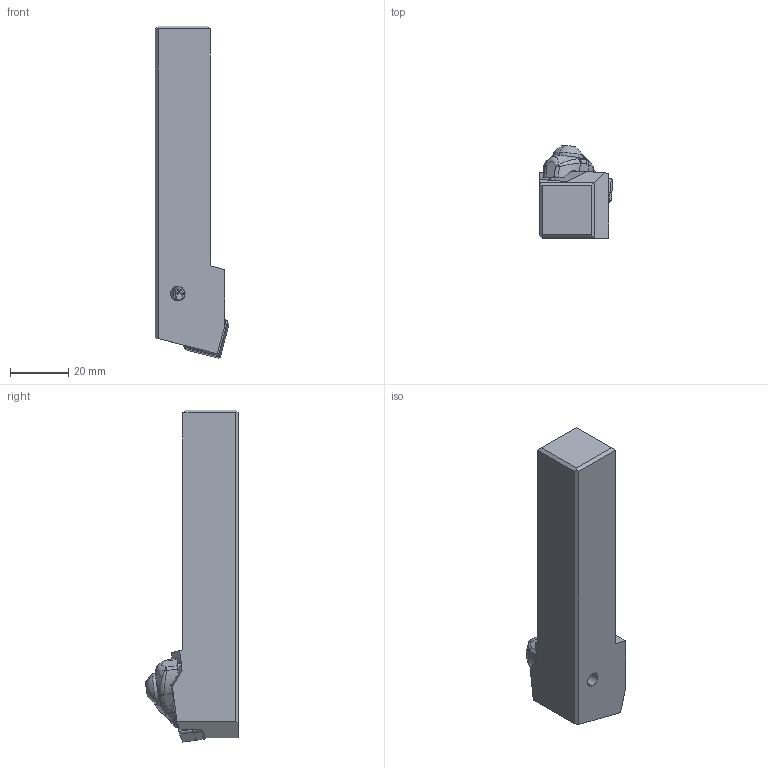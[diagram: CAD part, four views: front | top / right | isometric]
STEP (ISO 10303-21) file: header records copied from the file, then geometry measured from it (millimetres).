
FILE_DESCRIPTION(/* description */ (''),/* implementation_level */ '2;1');
FILE_NAME(/* name */ 'DSRNL-124_IR0_031.stp',/* time_stamp */ '2023-02-27T19:05:40+09:00',/* author */ (''),/* organization */ (''),/* preprocessor_version */ 'ST-DEVELOPER v16',/* originating_system */ 'SIEMENS PLM Software NX 10.0',/* authorisation */ '');
FILE_SCHEMA (('AUTOMOTIVE_DESIGN { 1 0 10303 214 3 1 1 1 }'));
Length unit declared in the file: millimetre
Products named in the file (1): DSRNL-124_IR0_031_ASM
Bounding box: 25.4 x 31.88 x 114.3 mm (x, y, z)
Volume: 44554.5 mm3; surface area: 12285.1 mm2
Topology: 2 solids, 2 shells, 264 faces, 759 edges, 502 vertices
Faces by surface type: cylinder 91, plane 80, bspline 59, cone 16, torus 14, sphere 4
Entity records: 12015 total; most frequent: CARTESIAN_POINT 5356, ORIENTED_EDGE 1482, DIRECTION 1277, EDGE_CURVE 741, AXIS2_PLACEMENT_3D 502, VERTEX_POINT 481, EDGE_LOOP 276, LINE 273
